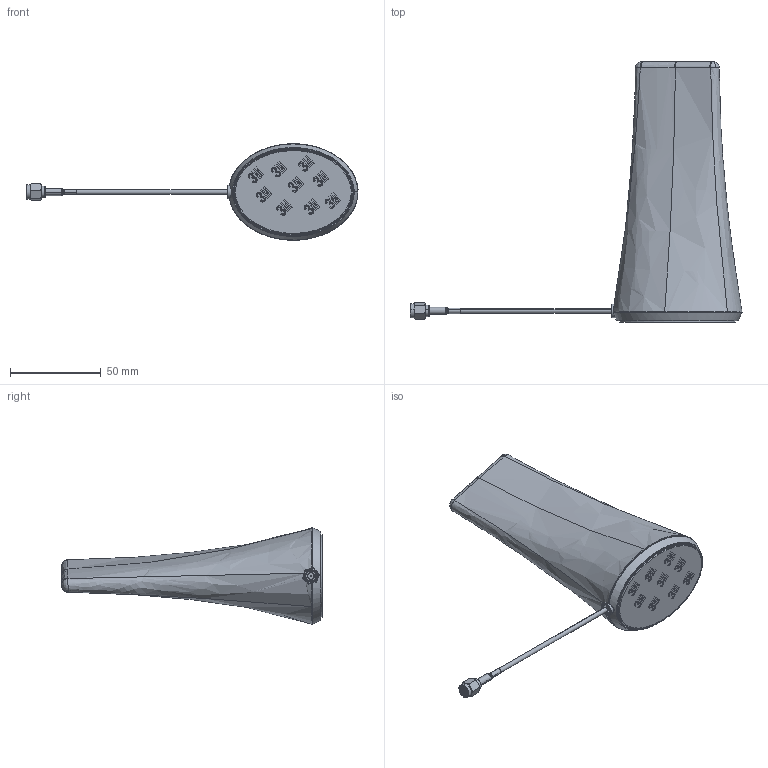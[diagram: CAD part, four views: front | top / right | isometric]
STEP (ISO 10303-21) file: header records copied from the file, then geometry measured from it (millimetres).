
FILE_DESCRIPTION (( 'STEP AP214' ), '1' );
FILE_NAME ('GA.130.201111.STEP', '2018-12-03T12:16:13', ( '' ), ( '' ), 'SwSTEP 2.0', 'SolidWorks 2017', '' );
FILE_SCHEMA (( 'AUTOMOTIVE_DESIGN' ));
Length unit declared in the file: millimetre
Products named in the file (12): 000116B080000A_GA130-BOTTOM-TP150097_LT.PRT; GA.130.201111; 001315C000000A_Black_RG174; SMA.M.ST(RP); 301315C000000A; 001017C030000A; ______3_000516D040000A_TP150097.PRT; 000116B070000A_GA130-TOP-TP150097_LT.PRT; PCB.PRT; ______1_000516D020000A_TP150097.PRT; PRODUCT_5128.PRT; PRODUCT_12907.PRT
Assembly tree (11 placements, depth 2):
  GA.130.201111
    000116B080000A_GA130-BOTTOM-TP150097_LT.PRT
    PRODUCT_12907.PRT
    PRODUCT_5128.PRT
    ______1_000516D020000A_TP150097.PRT
    PCB.PRT
    000116B070000A_GA130-TOP-TP150097_LT.PRT
    ______3_000516D040000A_TP150097.PRT
    001017C030000A
    301315C000000A
    SMA.M.ST(RP)
    001315C000000A_Black_RG174
Bounding box: 182.62 x 143.31 x 53.09 mm (x, y, z)
Volume: 63718.6 mm3; surface area: 88354.1 mm2
Topology: 11 solids, 11 shells, 1218 faces, 3297 edges, 2153 vertices
Faces by surface type: plane 468, bspline 463, cylinder 128, cone 90, torus 69
Entity records: 66785 total; most frequent: CARTESIAN_POINT 39625, ORIENTED_EDGE 6594, DIRECTION 3708, EDGE_CURVE 3297, VERTEX_POINT 2153, B_SPLINE_CURVE_WITH_KNOTS 1507, LINE 1314, VECTOR 1314
